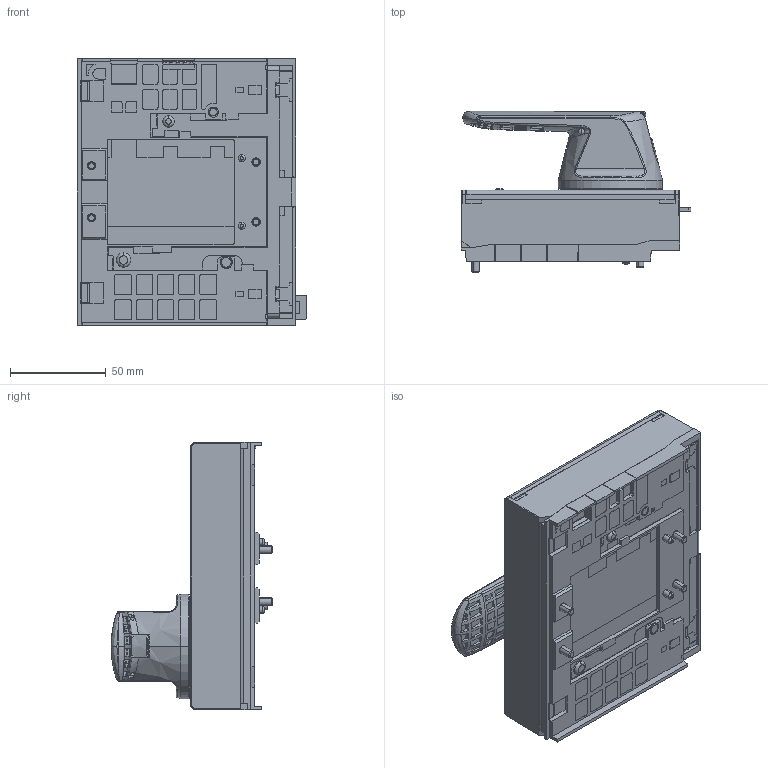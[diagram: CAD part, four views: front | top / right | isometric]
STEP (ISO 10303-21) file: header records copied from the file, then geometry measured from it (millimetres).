
FILE_DESCRIPTION((''),'2;1');
FILE_NAME('1SDH002065A1141_IGES','2019-05-21T',('ITSTCAR1'),(''),'CREO PARAMETRIC BY PTC INC, 2016050','CREO PARAMETRIC BY PTC INC, 2016050','');
FILE_SCHEMA(('AUTOMOTIVE_DESIGN { 1 0 10303 214 1 1 1 1 }'));
Products named in the file (1): 1SDH002065A1141_IGES
Bounding box: 120.05 x 84.4 x 139.53 mm (x, y, z)
Volume: 589239 mm3; surface area: 72235.7 mm2
Topology: 1 solids, 10 shells, 1415 faces, 3811 edges, 2490 vertices
Faces by surface type: plane 963, cylinder 281, bspline 57, torus 35, extrusion 35, cone 25, sphere 17, revolution 2
Entity records: 54224 total; most frequent: CARTESIAN_POINT 18772, ORIENTED_EDGE 7594, DIRECTION 6677, EDGE_CURVE 3797, VECTOR 2553, LINE 2518, VERTEX_POINT 2490, AXIS2_PLACEMENT_3D 2061
